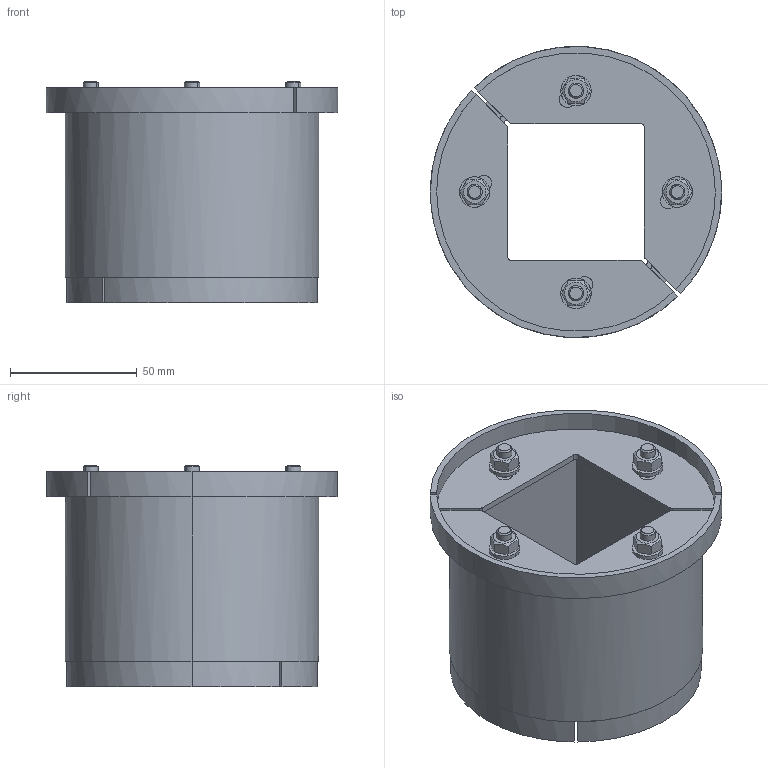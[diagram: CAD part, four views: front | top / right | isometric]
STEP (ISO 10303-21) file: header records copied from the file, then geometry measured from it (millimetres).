
FILE_DESCRIPTION((''),'2;1');
FILE_NAME('R100.stp','2009-08-14T11:40:18',('JE BOHLIN'),('Roxtec International AB'),'Mechanical Desktop 2005','Mechanical Desktop 2005',', , ');
FILE_SCHEMA(('CONFIG_CONTROL_DESIGN'));
Length unit declared in the file: millimetre
Products named in the file (9): R100; PART1; REAR; RUBBER ; CUP HEAD SQUARE NECK BOLT - DIN 603 - M6 X 80; WASHER - ISO 7089 - 6 - 140 HV; HEX NUT - ISO 4032 - M6; roxtec; A3-LLOGO
Assembly tree (21 placements, depth 2):
  R100
    PART1  x2
    REAR  x2
    RUBBER 
    CUP HEAD SQUARE NECK BOLT - DIN 603 - M6 X 80  x4
    WASHER - ISO 7089 - 6 - 140 HV  x4
    HEX NUT - ISO 4032 - M6  x4
    roxtec  x3
    A3-LLOGO
Bounding box: 115 x 114.86 x 87.5 mm (x, y, z)
Surface area: 96245.4 mm2 (no closed solid volume)
Topology: 0 solids, 0 shells, 292 faces, 1420 edges, 1420 vertices
Faces by surface type: bspline 292
Entity records: 5458 total; most frequent: CARTESIAN_POINT 3646, COMPOSITE_CURVE_SEGMENT 538, QUASI_UNIFORM_CURVE 444, PCURVE 236, OUTER_BOUNDARY_CURVE 107, CURVE_BOUNDED_SURFACE 107, QUASI_UNIFORM_SURFACE 45, DIRECTION 44
